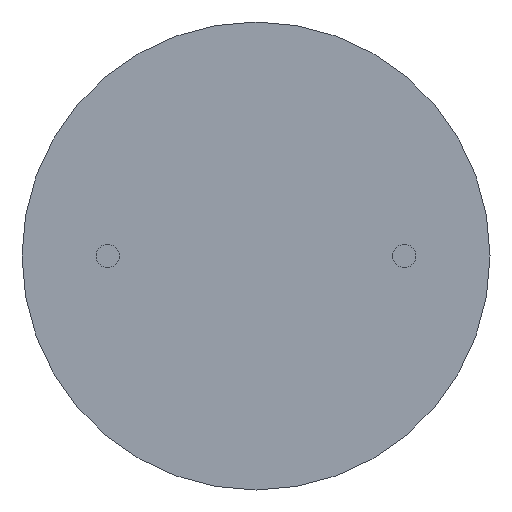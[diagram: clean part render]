
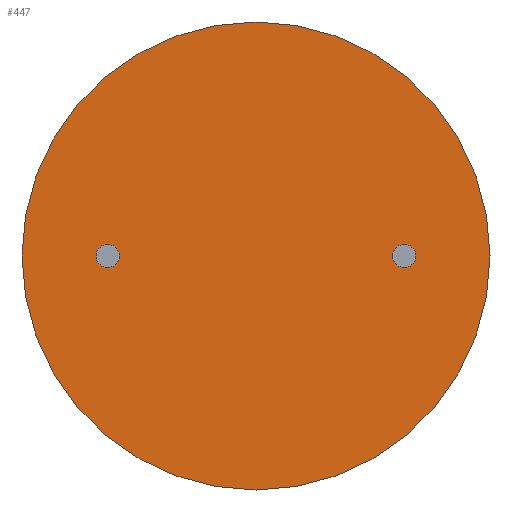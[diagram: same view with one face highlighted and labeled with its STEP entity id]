
A CAD part, front view. The second image highlights one B-rep face of the part: STEP entity #447.
In plain terms, the highlighted planar face has unit normal (0, -1, 0).
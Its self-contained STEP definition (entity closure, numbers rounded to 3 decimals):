
#3 = AXIS2_PLACEMENT_3D ( 'NONE', #372, #382, #383 ) ;
#7 = EDGE_CURVE ( 'NONE', #132, #134, #204, .T. ) ;
#10 = AXIS2_PLACEMENT_3D ( 'NONE', #156, #105, #127 ) ;
#18 = EDGE_CURVE ( 'NONE', #110, #109, #210, .T. ) ;
#24 = AXIS2_PLACEMENT_3D ( 'NONE', #144, #145, #146 ) ;
#36 = AXIS2_PLACEMENT_3D ( 'NONE', #340, #424, #415 ) ;
#37 = EDGE_CURVE ( 'NONE', #106, #133, #218, .T. ) ;
#50 = AXIS2_PLACEMENT_3D ( 'NONE', #376, #385, #386 ) ;
#61 = AXIS2_PLACEMENT_3D ( 'NONE', #381, #301, #346 ) ;
#68 = EDGE_LOOP ( 'NONE', ( #185, #186 ) ) ;
#86 = EDGE_LOOP ( 'NONE', ( #181, #182 ) ) ;
#89 = EDGE_LOOP ( 'NONE', ( #183, #184 ) ) ;
#105 = DIRECTION ( 'NONE',  ( 0., -1., 0. ) ) ;
#106 = VERTEX_POINT ( 'NONE', #168 ) ;
#109 = VERTEX_POINT ( 'NONE', #169 ) ;
#110 = VERTEX_POINT ( 'NONE', #163 ) ;
#111 = CARTESIAN_POINT ( 'NONE',  ( 0., 0., 0. ) ) ;
#127 = DIRECTION ( 'NONE',  ( 0., 0., 1. ) ) ;
#132 = VERTEX_POINT ( 'NONE', #173 ) ;
#133 = VERTEX_POINT ( 'NONE', #158 ) ;
#134 = VERTEX_POINT ( 'NONE', #170 ) ;
#140 = DIRECTION ( 'NONE',  ( 0., 0., 1. ) ) ;
#141 = DIRECTION ( 'NONE',  ( 0., 1., 0. ) ) ;
#144 = CARTESIAN_POINT ( 'NONE',  ( -3.8, 0., 0. ) ) ;
#145 = DIRECTION ( 'NONE',  ( 0., -1., 0. ) ) ;
#146 = DIRECTION ( 'NONE',  ( 0., 0., 1. ) ) ;
#156 = CARTESIAN_POINT ( 'NONE',  ( 3.8, 0., 0. ) ) ;
#158 = CARTESIAN_POINT ( 'NONE',  ( 3.8, 0., -0.3 ) ) ;
#163 = CARTESIAN_POINT ( 'NONE',  ( -3.8, 0., 0.3 ) ) ;
#168 = CARTESIAN_POINT ( 'NONE',  ( 3.8, 0., 0.3 ) ) ;
#169 = CARTESIAN_POINT ( 'NONE',  ( -3.8, 0., -0.3 ) ) ;
#170 = CARTESIAN_POINT ( 'NONE',  ( 0., 0., 6. ) ) ;
#173 = CARTESIAN_POINT ( 'NONE',  ( 0., 0., -6. ) ) ;
#181 = ORIENTED_EDGE ( 'NONE', *, *, #18, .F. ) ;
#182 = ORIENTED_EDGE ( 'NONE', *, *, #464, .F. ) ;
#183 = ORIENTED_EDGE ( 'NONE', *, *, #7, .F. ) ;
#184 = ORIENTED_EDGE ( 'NONE', *, *, #459, .F. ) ;
#185 = ORIENTED_EDGE ( 'NONE', *, *, #37, .F. ) ;
#186 = ORIENTED_EDGE ( 'NONE', *, *, #460, .F. ) ;
#204 = CIRCLE ( 'NONE', #468, 6. ) ;
#210 = CIRCLE ( 'NONE', #24, 0.3 ) ;
#218 = CIRCLE ( 'NONE', #10, 0.3 ) ;
#234 = FACE_BOUND ( 'NONE', #86, .T. ) ;
#243 = FACE_OUTER_BOUND ( 'NONE', #89, .T. ) ;
#245 = FACE_BOUND ( 'NONE', #68, .T. ) ;
#283 = CIRCLE ( 'NONE', #3, 6. ) ;
#284 = CIRCLE ( 'NONE', #50, 0.3 ) ;
#290 = CIRCLE ( 'NONE', #61, 0.3 ) ;
#301 = DIRECTION ( 'NONE',  ( 0., -1., 0. ) ) ;
#340 = CARTESIAN_POINT ( 'NONE',  ( 0., 0., 0. ) ) ;
#346 = DIRECTION ( 'NONE',  ( 0., 0., 1. ) ) ;
#372 = CARTESIAN_POINT ( 'NONE',  ( 0., 0., 0. ) ) ;
#376 = CARTESIAN_POINT ( 'NONE',  ( 3.8, 0., 0. ) ) ;
#381 = CARTESIAN_POINT ( 'NONE',  ( -3.8, 0., 0. ) ) ;
#382 = DIRECTION ( 'NONE',  ( 0., 1., 0. ) ) ;
#383 = DIRECTION ( 'NONE',  ( 0., 0., 1. ) ) ;
#385 = DIRECTION ( 'NONE',  ( 0., -1., 0. ) ) ;
#386 = DIRECTION ( 'NONE',  ( 0., 0., 1. ) ) ;
#415 = DIRECTION ( 'NONE',  ( 0., 0., 1. ) ) ;
#424 = DIRECTION ( 'NONE',  ( 0., 1., 0. ) ) ;
#425 = PLANE ( 'NONE',  #36 ) ;
#447 = ADVANCED_FACE ( 'NONE', ( #234, #243, #245 ), #425, .F. ) ;
#459 = EDGE_CURVE ( 'NONE', #134, #132, #283, .T. ) ;
#460 = EDGE_CURVE ( 'NONE', #133, #106, #284, .T. ) ;
#464 = EDGE_CURVE ( 'NONE', #109, #110, #290, .T. ) ;
#468 = AXIS2_PLACEMENT_3D ( 'NONE', #111, #141, #140 ) ;
